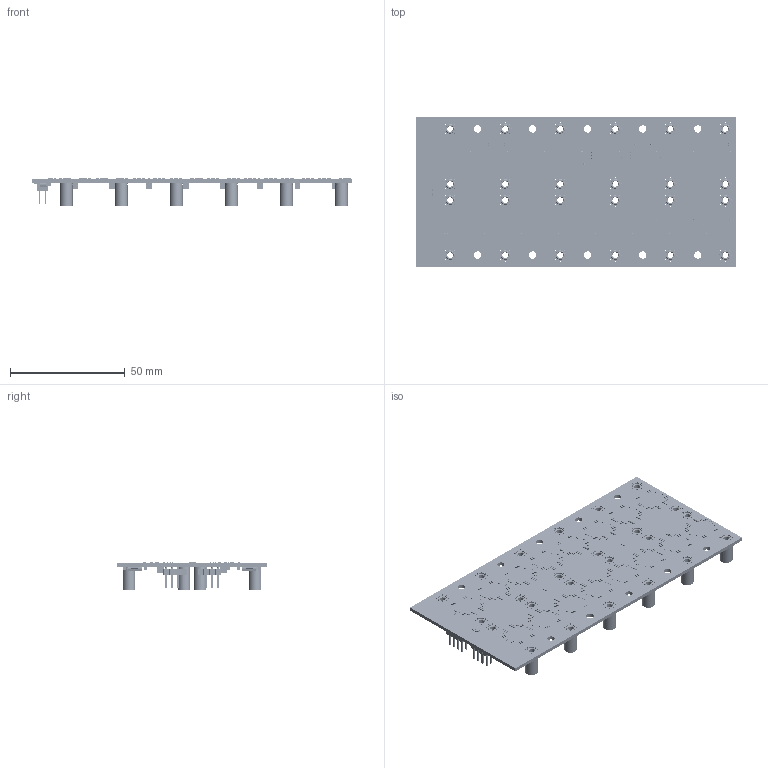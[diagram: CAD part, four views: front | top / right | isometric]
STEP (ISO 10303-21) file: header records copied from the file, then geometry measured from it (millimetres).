
FILE_DESCRIPTION(('KiCad electronic assembly'),'2;1');
FILE_NAME('EKO_Miner_AsicBoard-16xBM1368-01A.step','2024-11-23T22:11:56' ,('Pcbnew'),('Kicad'),'Open CASCADE STEP processor 7.8', 'KiCad to STEP converter','Unknown');
FILE_SCHEMA(('AUTOMOTIVE_DESIGN { 1 0 10303 214 1 1 1 1 }'));
Length unit declared in the file: millimetre
Products named in the file (20): EKO_Miner_AsicBoard-16xBM1368-01A 1; C_0402_1005Metric; R_0402_1005Metric; R_0603_1608Metric; R_0805_2012Metric; C_0805_2012Metric; SMTSO-M3-10ET; 1; C_1210_3225Metric; PinHeader_2x04_P2.54mm_Vertical_SMD; PinHeader_2x04_P254mm_Vertical_SMD; SOT230P700X180-4N; MIC39100-3.3WS-TR; _autosave-AsicsBoard - 16xBM1368 - 01A_PCB
Assembly tree (401 placements, depth 3):
  EKO_Miner_AsicBoard-16xBM1368-01A 1
    C_0402_1005Metric  x256
      C_0402_1005Metric
    R_0402_1005Metric  x82
      R_0402_1005Metric
    R_0603_1608Metric  x2
      R_0603_1608Metric
    R_0805_2012Metric  x2
      R_0805_2012Metric
    C_0805_2012Metric  x5
      C_0805_2012Metric
    SMTSO-M3-10ET  x24
      1
    C_1210_3225Metric  x16
      C_1210_3225Metric
    PinHeader_2x04_P2.54mm_Vertical_SMD  x2
      PinHeader_2x04_P254mm_Vertical_SMD
    SOT230P700X180-4N  x2
      MIC39100-3.3WS-TR
    _autosave-AsicsBoard - 16xBM1368 - 01A_PCB
Bounding box: 139.75 x 65 x 12.28 mm (x, y, z)
Volume: 19569.2 mm3; surface area: 29339.8 mm2
Topology: 400 solids, 544 shells, 14452 faces, 37054 edges, 24396 vertices
Faces by surface type: plane 9494, cylinder 4718, cone 192, torus 48
Full cylindrical faces by diameter (mm): 0.5 x192, 3.2 x10, 4.2 x24
Entity records: 33025 total; most frequent: DIRECTION 5239, CARTESIAN_POINT 4747, ORIENTED_EDGE 4278, EDGE_CURVE 2139, AXIS2_PLACEMENT_3D 1884, LINE 1471, VECTOR 1471, VERTEX_POINT 1392
